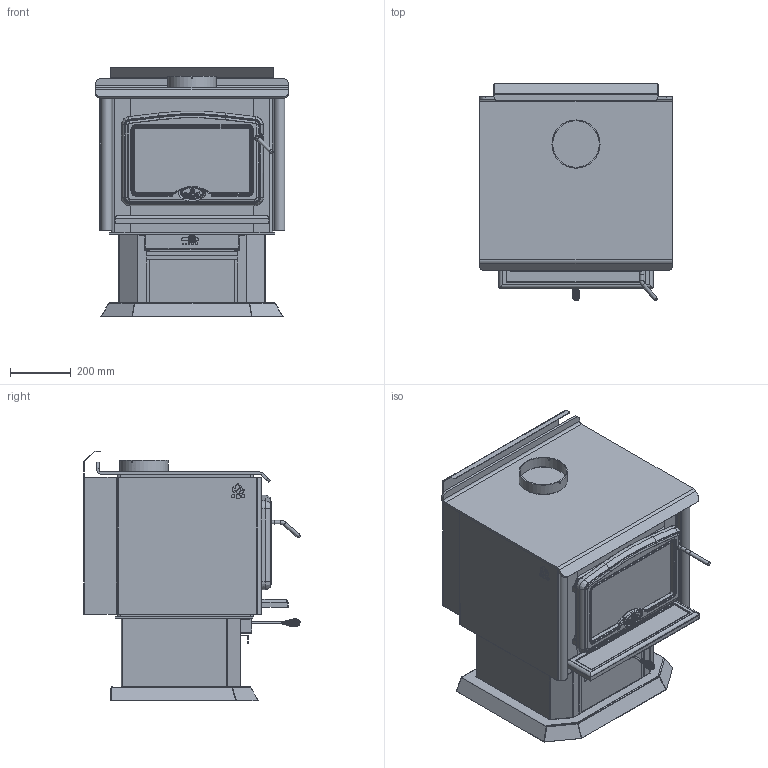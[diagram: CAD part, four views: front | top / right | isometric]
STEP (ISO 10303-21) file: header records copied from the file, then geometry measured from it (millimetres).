
FILE_DESCRIPTION( ( 'Unknown' ), '1' );
FILE_NAME( 'OB01613-BASE-CAD.stp', 'Unknown', ( 'Jean-Philippe Alain' ), ( 'SBI' ), 'PSStep 14.0', 'Solid Edge', ' ' );
FILE_SCHEMA( ( 'AUTOMOTIVE_DESIGN { 1 0 10303 214 1 1 1 1 }' ) );
Length unit declared in the file: inch
Products named in the file (31): SE34044-oa2; PL34044; OA10215-oa3; PL34111; PL34110; SE34024-oa1; PL34024-oa0; SE24164-oa5; PL34101; 24164; 30746-oa7; 30746-1; 30746-oa6; Assem1; PL34000; PL34017; PL34003; PL34004; PL34001; PL34033; PL34033-01; PL34027; PL34039-02; PL34039-02-oa4; PL34036; 30104P; SE34103; 30450; 24165; 24221; PL34025-proto1
Assembly tree (31 placements, depth 4):
  Assem1
    PL34000
    PL34017
    PL34003
    PL34004
    PL34001
    PL34033
    PL34033-01
    PL34027
    PL34039-02
    PL34039-02-oa4
    PL34036
    30104P
    SE34103
    30450
    24165
    24221
    PL34025-proto1
    SE34024-oa1
      PL34024-oa0
    OA10215-oa3
      PL34111
      PL34110
      SE34044-oa2
        PL34044
    SE24164-oa5
      PL34101
      24164
    30746-oa6
      30746-1
    30746-oa7
      30746-1
Bounding box: 635 x 714.9 x 823.69 mm (x, y, z)
Surface area: 7532553.9 mm2 (no closed solid volume)
Topology: 0 solids, 1592 shells, 1592 faces, 7606 edges, 7459 vertices
Faces by surface type: cylinder 573, plane 530, bspline 302, torus 112, cone 53, sphere 21, extrusion 1
Full cylindrical faces by diameter (mm): 2.21 x1, 3.175 x2, 3.307 x10, 3.904 x2, 3.962 x8, 4.216 x3, 4.75 x1, 4.763 x1, 4.775 x2, 4.965 x1, 5.556 x2, 5.563 x1, 6.35 x7, 7.925 x2, 7.938 x2, 8.1 x2, 10.16 x1, 11.243 x4, 11.326 x1, 12.7 x4, 14.296 x2, 153.162 x1, 158.75 x1
Entity records: 126041 total; most frequent: CARTESIAN_POINT 56747, DIRECTION 12373, ORIENTED_EDGE 7360, EDGE_CURVE 7360, VERTEX_POINT 7360, AXIS2_PLACEMENT_3D 4498, VECTOR 3377, LINE 3376
